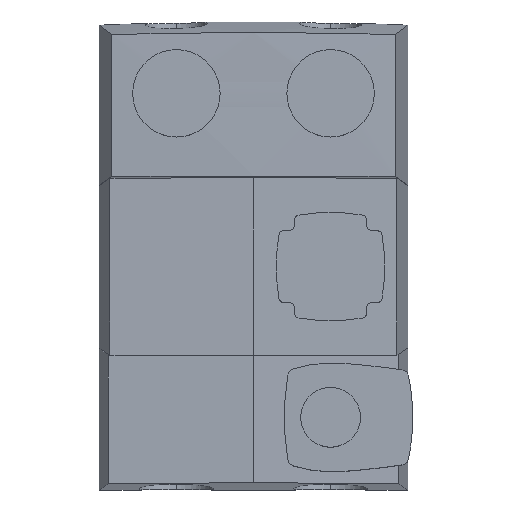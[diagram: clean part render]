
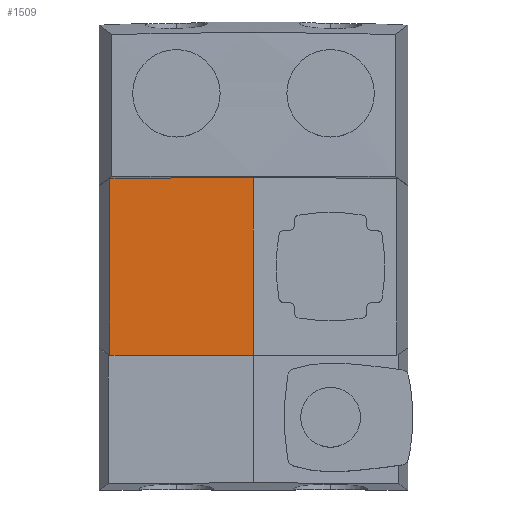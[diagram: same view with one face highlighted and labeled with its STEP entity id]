
A CAD part, top view. The second image highlights one B-rep face of the part: STEP entity #1509.
In plain terms, the highlighted cylindrical face has radius 2500 mm (diameter 5000 mm), a partial arc.
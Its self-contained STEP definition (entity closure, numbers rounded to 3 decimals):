
#279 = DIRECTION ( 'NONE',  ( 0., 1., 0. ) ) ;
#337 = VERTEX_POINT ( 'NONE', #2131 ) ;
#550 = CARTESIAN_POINT ( 'NONE',  ( -116.333, 71.751, 89.474 ) ) ;
#586 = CARTESIAN_POINT ( 'NONE',  ( -38.778, 72.116, 92.182 ) ) ;
#781 = DIRECTION ( 'NONE',  ( 0., 1., 0. ) ) ;
#920 = B_SPLINE_CURVE_WITH_KNOTS ( 'NONE', 3,
 ( #3577, #3648, #4803, #4691, #6560 ),
 .UNSPECIFIED., .F., .F.,
 ( 4, 1, 4 ),
 ( 9.558, 9.616, 9.674 ),
 .UNSPECIFIED. ) ;
#1431 = CARTESIAN_POINT ( 'NONE',  ( -116.333, -80., 89.474 ) ) ;
#1509 = ADVANCED_FACE ( 'NONE', ( #6023 ), #3654, .T. ) ;
#1972 = CARTESIAN_POINT ( 'NONE',  ( 0., -80., -2407.818 ) ) ;
#2131 = CARTESIAN_POINT ( 'NONE',  ( -116.333, -71.751, 89.474 ) ) ;
#2171 = LINE ( 'NONE', #4513, #7025 ) ;
#2368 = ORIENTED_EDGE ( 'NONE', *, *, #3161, .F. ) ;
#2471 = DIRECTION ( 'NONE',  ( 0., 0., 1. ) ) ;
#2682 = AXIS2_PLACEMENT_3D ( 'NONE', #1972, #781, #2471 ) ;
#2765 = EDGE_CURVE ( 'NONE', #337, #6115, #6692, .T. ) ;
#2856 = CARTESIAN_POINT ( 'NONE',  ( -77.555, 71.994, 91.28 ) ) ;
#3096 = CARTESIAN_POINT ( 'NONE',  ( -116.333, 71.751, 89.474 ) ) ;
#3161 = EDGE_CURVE ( 'NONE', #6115, #7524, #3675, .T. ) ;
#3577 = CARTESIAN_POINT ( 'NONE',  ( 0., -72.116, 92.182 ) ) ;
#3648 = CARTESIAN_POINT ( 'NONE',  ( -19.422, -72.116, 92.182 ) ) ;
#3654 = CYLINDRICAL_SURFACE ( 'NONE', #2682, 2500. ) ;
#3675 = B_SPLINE_CURVE_WITH_KNOTS ( 'NONE', 3,
 ( #550, #2856, #586, #5117 ),
 .UNSPECIFIED., .F., .F.,
 ( 4, 4 ),
 ( 0.014, 0.13 ),
 .UNSPECIFIED. ) ;
#3933 = ORIENTED_EDGE ( 'NONE', *, *, #2765, .F. ) ;
#4504 = EDGE_CURVE ( 'NONE', #4977, #337, #920, .T. ) ;
#4513 = CARTESIAN_POINT ( 'NONE',  ( 0., -80., 92.182 ) ) ;
#4691 = CARTESIAN_POINT ( 'NONE',  ( -96.977, -71.872, 90.376 ) ) ;
#4803 = CARTESIAN_POINT ( 'NONE',  ( -58.233, -72.055, 91.729 ) ) ;
#4977 = VERTEX_POINT ( 'NONE', #6028 ) ;
#5117 = CARTESIAN_POINT ( 'NONE',  ( 0., 72.116, 92.182 ) ) ;
#5195 = ORIENTED_EDGE ( 'NONE', *, *, #5485, .T. ) ;
#5485 = EDGE_CURVE ( 'NONE', #4977, #7524, #2171, .T. ) ;
#5799 = CARTESIAN_POINT ( 'NONE',  ( 0., 72.116, 92.182 ) ) ;
#6023 = FACE_OUTER_BOUND ( 'NONE', #7361, .T. ) ;
#6028 = CARTESIAN_POINT ( 'NONE',  ( 0., -72.116, 92.182 ) ) ;
#6115 = VERTEX_POINT ( 'NONE', #3096 ) ;
#6560 = CARTESIAN_POINT ( 'NONE',  ( -116.333, -71.751, 89.474 ) ) ;
#6692 = LINE ( 'NONE', #1431, #7003 ) ;
#6887 = DIRECTION ( 'NONE',  ( 0., 1., 0. ) ) ;
#7003 = VECTOR ( 'NONE', #279, 1000. ) ;
#7025 = VECTOR ( 'NONE', #6887, 1000. ) ;
#7361 = EDGE_LOOP ( 'NONE', ( #7482, #5195, #2368, #3933 ) ) ;
#7482 = ORIENTED_EDGE ( 'NONE', *, *, #4504, .F. ) ;
#7524 = VERTEX_POINT ( 'NONE', #5799 ) ;
